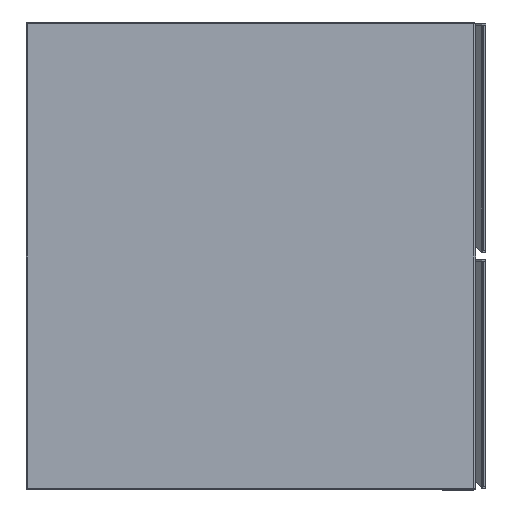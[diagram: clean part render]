
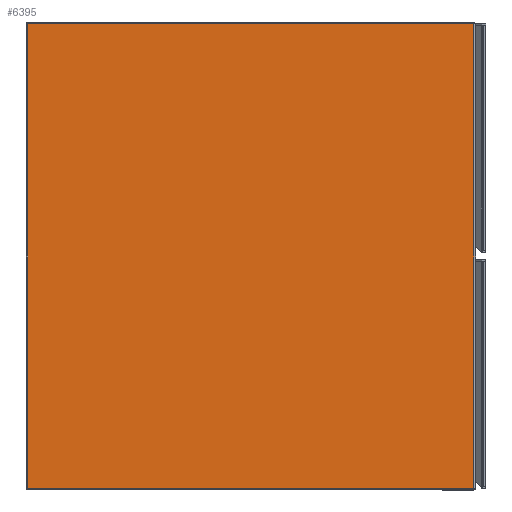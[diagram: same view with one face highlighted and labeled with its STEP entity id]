
A CAD part, front view. The second image highlights one B-rep face of the part: STEP entity #6395.
In plain terms, the highlighted planar face has unit normal (0, -1, 0).
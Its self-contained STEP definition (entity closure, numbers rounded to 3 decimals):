
#6356=CARTESIAN_POINT('Axis2P3D Location',(0.,-490.,558.)) ;
#6361=CARTESIAN_POINT('Line Origine',(2.,-490.,279.)) ;
#6365=CARTESIAN_POINT('Vertex',(2.,-490.,556.)) ;
#6367=CARTESIAN_POINT('Vertex',(2.,-490.,2.)) ;
#6370=CARTESIAN_POINT('Line Origine',(268.,-490.,2.)) ;
#6374=CARTESIAN_POINT('Vertex',(534.,-490.,2.)) ;
#6377=CARTESIAN_POINT('Line Origine',(534.,-490.,279.)) ;
#6381=CARTESIAN_POINT('Vertex',(534.,-490.,556.)) ;
#6384=CARTESIAN_POINT('Line Origine',(268.,-490.,556.)) ;
#6363=VECTOR('Line Direction',#6362,1.) ;
#6372=VECTOR('Line Direction',#6371,1.) ;
#6379=VECTOR('Line Direction',#6378,1.) ;
#6386=VECTOR('Line Direction',#6385,1.) ;
#6357=DIRECTION('Axis2P3D Direction',(0.,1.,0.)) ;
#6358=DIRECTION('Axis2P3D XDirection',(-1.,0.,0.)) ;
#6362=DIRECTION('Vector Direction',(0.,0.,-1.)) ;
#6371=DIRECTION('Vector Direction',(1.,0.,0.)) ;
#6378=DIRECTION('Vector Direction',(0.,0.,-1.)) ;
#6385=DIRECTION('Vector Direction',(-1.,0.,0.)) ;
#6359=AXIS2_PLACEMENT_3D('Plane Axis2P3D',#6356,#6357,#6358) ;
#6364=LINE('Line',#6361,#6363) ;
#6373=LINE('Line',#6370,#6372) ;
#6380=LINE('Line',#6377,#6379) ;
#6387=LINE('Line',#6384,#6386) ;
#6360=PLANE('',#6359) ;
#6369=EDGE_CURVE('',#6366,#6368,#6364,.T.) ;
#6376=EDGE_CURVE('',#6368,#6375,#6373,.T.) ;
#6383=EDGE_CURVE('',#6382,#6375,#6380,.T.) ;
#6388=EDGE_CURVE('',#6382,#6366,#6387,.T.) ;
#6390=ORIENTED_EDGE('',*,*,#6369,.T.) ;
#6391=ORIENTED_EDGE('',*,*,#6376,.T.) ;
#6392=ORIENTED_EDGE('',*,*,#6383,.F.) ;
#6393=ORIENTED_EDGE('',*,*,#6388,.T.) ;
#6389=EDGE_LOOP('',(#6390,#6391,#6392,#6393)) ;
#6366=VERTEX_POINT('',#6365) ;
#6368=VERTEX_POINT('',#6367) ;
#6375=VERTEX_POINT('',#6374) ;
#6382=VERTEX_POINT('',#6381) ;
#6395=ADVANCED_FACE('FUE_Template_Product.1|WXUU_Seite_links.2|WXUU_Seite_links_3sh-HG-00204344_A.1|Verrundung Kanten',(#6394),#6360,.F.) ;
#6394=FACE_OUTER_BOUND('',#6389,.T.) ;
